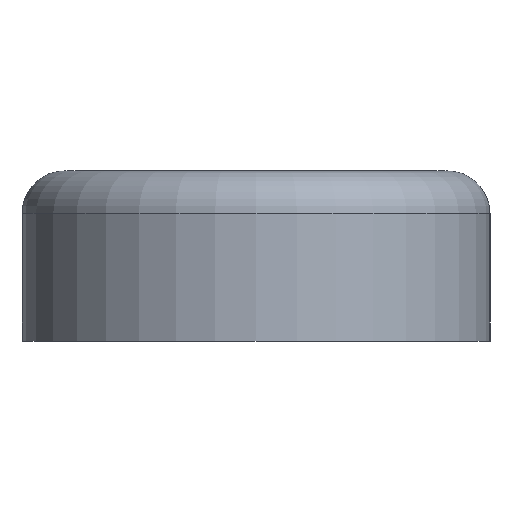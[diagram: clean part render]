
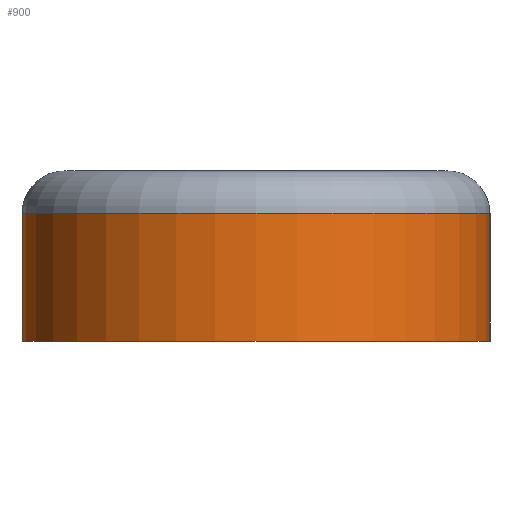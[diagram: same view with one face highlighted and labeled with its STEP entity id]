
A CAD part, left-side view. The second image highlights one B-rep face of the part: STEP entity #900.
In plain terms, the highlighted cylindrical face has radius 11 mm (diameter 22 mm), a partial arc.
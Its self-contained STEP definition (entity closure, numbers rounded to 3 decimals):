
#125=FACE_OUTER_BOUND('',#185,.T.);
#185=EDGE_LOOP('',(#750,#751,#752,#753));
#241=LINE('',#1599,#285);
#242=LINE('',#1602,#286);
#285=VECTOR('',#1333,10.);
#286=VECTOR('',#1336,10.);
#355=CIRCLE('',#1069,11.);
#359=CIRCLE('',#1076,11.);
#425=VERTEX_POINT('',#1574);
#429=VERTEX_POINT('',#1583);
#433=VERTEX_POINT('',#1598);
#434=VERTEX_POINT('',#1600);
#544=EDGE_CURVE('',#425,#429,#355,.T.);
#550=EDGE_CURVE('',#433,#425,#241,.T.);
#551=EDGE_CURVE('',#433,#434,#359,.T.);
#552=EDGE_CURVE('',#434,#429,#242,.T.);
#750=ORIENTED_EDGE('',*,*,#544,.F.);
#751=ORIENTED_EDGE('',*,*,#550,.F.);
#752=ORIENTED_EDGE('',*,*,#551,.T.);
#753=ORIENTED_EDGE('',*,*,#552,.T.);
#863=CYLINDRICAL_SURFACE('',#1075,11.);
#900=ADVANCED_FACE('',(#125),#863,.T.);
#1069=AXIS2_PLACEMENT_3D('',#1587,#1317,#1318);
#1075=AXIS2_PLACEMENT_3D('',#1597,#1331,#1332);
#1076=AXIS2_PLACEMENT_3D('',#1601,#1334,#1335);
#1317=DIRECTION('center_axis',(0.,0.,1.));
#1318=DIRECTION('ref_axis',(-1.,0.,0.));
#1331=DIRECTION('center_axis',(0.,0.,1.));
#1332=DIRECTION('ref_axis',(0.,1.,0.));
#1333=DIRECTION('',(0.,0.,1.));
#1334=DIRECTION('center_axis',(0.,0.,1.));
#1335=DIRECTION('ref_axis',(0.,1.,0.));
#1336=DIRECTION('',(0.,0.,1.));
#1574=CARTESIAN_POINT('',(0.,22.,6.));
#1583=CARTESIAN_POINT('',(0.,0.,6.));
#1587=CARTESIAN_POINT('Origin',(0.,11.,6.));
#1597=CARTESIAN_POINT('Origin',(0.,11.,0.));
#1598=CARTESIAN_POINT('',(0.,22.,0.));
#1599=CARTESIAN_POINT('',(0.,22.,0.));
#1600=CARTESIAN_POINT('',(0.,0.,0.));
#1601=CARTESIAN_POINT('Origin',(0.,11.,0.));
#1602=CARTESIAN_POINT('',(0.,0.,0.));
